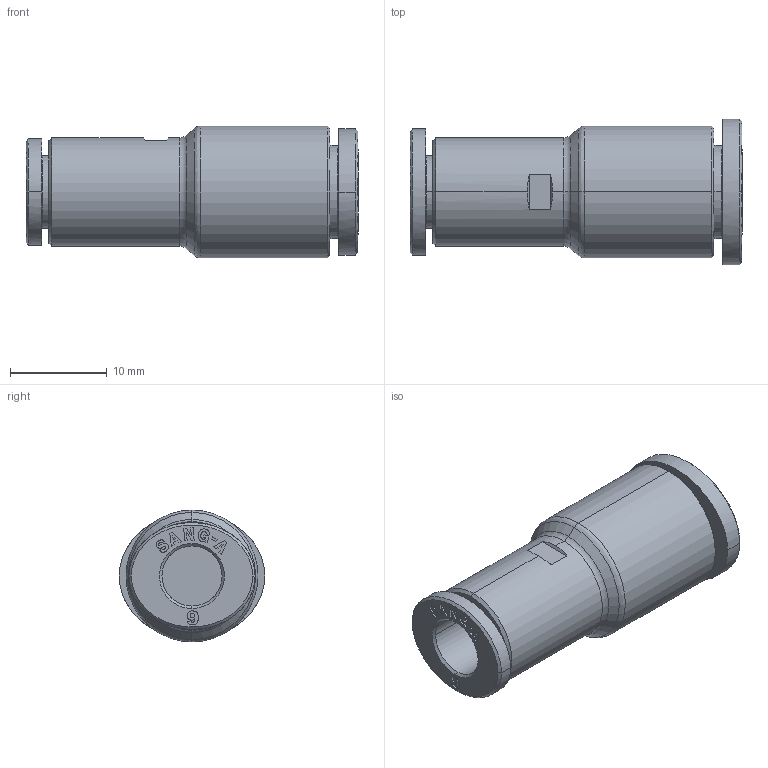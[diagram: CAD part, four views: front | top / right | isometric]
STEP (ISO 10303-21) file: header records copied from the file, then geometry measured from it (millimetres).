
FILE_DESCRIPTION (( 'STEP AP214' ), '1' );
FILE_NAME ('PG08-06.STEP', '2015-08-18T11:36:37', ( '' ), ( '' ), 'SwSTEP 2.0', 'SolidWorks 2015', '' );
FILE_SCHEMA (( 'AUTOMOTIVE_DESIGN' ));
Length unit declared in the file: millimetre
Products named in the file (2): ｦ+ﾃｦ1; PG08-06
Assembly tree (1 placements, depth 2):
  PG08-06
    ｦ+ﾃｦ1
Bounding box: 34.25 x 15 x 13.6 mm (x, y, z)
Volume: 2692.5 mm3; surface area: 2626.9 mm2
Topology: 1 solids, 1 shells, 615 faces, 1725 edges, 1144 vertices
Faces by surface type: plane 508, bspline 64, cylinder 29, cone 12, torus 2
Entity records: 21752 total; most frequent: CARTESIAN_POINT 6193, ORIENTED_EDGE 3450, DIRECTION 2755, EDGE_CURVE 1725, LINE 1493, VECTOR 1493, VERTEX_POINT 1144, EDGE_LOOP 647
